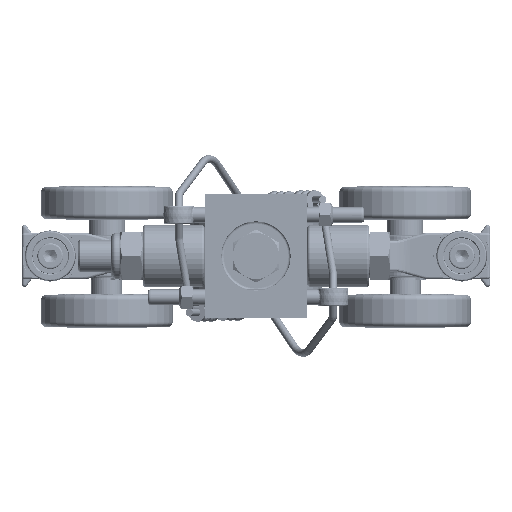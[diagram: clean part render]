
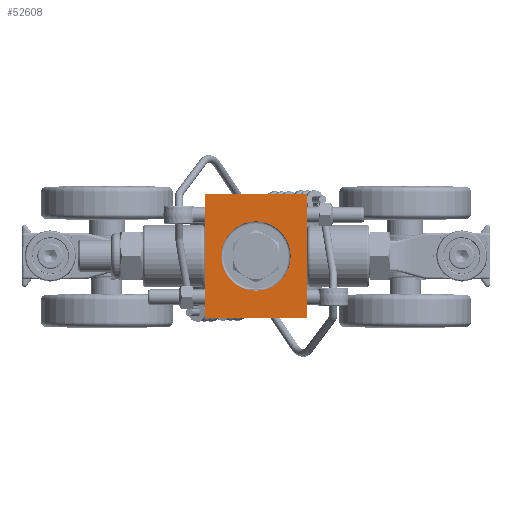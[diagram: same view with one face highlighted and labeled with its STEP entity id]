
A CAD part, front view. The second image highlights one B-rep face of the part: STEP entity #52608.
In plain terms, the highlighted face is planar.
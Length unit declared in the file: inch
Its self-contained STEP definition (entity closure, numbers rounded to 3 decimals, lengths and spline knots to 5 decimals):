
#52247=CARTESIAN_POINT('',(1.51557,-1.12844,0.875));
#52248=VERTEX_POINT('',#52247);
#52249=CARTESIAN_POINT('',(0.67182,-1.12844,0.875));
#52250=DIRECTION('',(0.0,0.0,-1.0));
#52251=DIRECTION('',(1.0,0.0,0.0));
#52252=AXIS2_PLACEMENT_3D('',#52249,#52250,#52251);
#52253=CIRCLE('',#52252,0.84375);
#52254=EDGE_CURVE('',#52248,#52248,#52253,.T.);
#52463=CARTESIAN_POINT('',(1.92182,0.37156,0.875));
#52464=VERTEX_POINT('',#52463);
#52465=CARTESIAN_POINT('',(1.92182,-2.62844,0.875));
#52466=VERTEX_POINT('',#52465);
#52467=CARTESIAN_POINT('',(1.92182,0.37156,0.875));
#52468=DIRECTION('',(0.0,-1.0,0.0));
#52469=VECTOR('',#52468,3.);
#52470=LINE('',#52467,#52469);
#52471=EDGE_CURVE('',#52464,#52466,#52470,.T.);
#52509=CARTESIAN_POINT('',(-0.57818,-2.62844,0.875));
#52510=VERTEX_POINT('',#52509);
#52511=CARTESIAN_POINT('',(1.92182,-2.62844,0.875));
#52512=DIRECTION('',(-1.0,0.0,0.0));
#52513=VECTOR('',#52512,2.5);
#52514=LINE('',#52511,#52513);
#52515=EDGE_CURVE('',#52466,#52510,#52514,.T.);
#52540=CARTESIAN_POINT('',(-0.57818,0.37156,0.875));
#52541=VERTEX_POINT('',#52540);
#52542=CARTESIAN_POINT('',(-0.57818,-2.62844,0.875));
#52543=DIRECTION('',(0.0,1.0,0.0));
#52544=VECTOR('',#52543,3.);
#52545=LINE('',#52542,#52544);
#52546=EDGE_CURVE('',#52510,#52541,#52545,.T.);
#52577=CARTESIAN_POINT('',(-0.57818,0.37156,0.875));
#52578=DIRECTION('',(1.0,0.0,0.0));
#52579=VECTOR('',#52578,2.5);
#52580=LINE('',#52577,#52579);
#52581=EDGE_CURVE('',#52541,#52464,#52580,.T.);
#52594=CARTESIAN_POINT('',(0.67182,-1.12844,0.875));
#52595=DIRECTION('',(0.0,0.0,1.0));
#52596=DIRECTION('',(1.0,0.0,0.0));
#52597=AXIS2_PLACEMENT_3D('',#52594,#52595,#52596);
#52598=PLANE('',#52597);
#52599=ORIENTED_EDGE('',*,*,#52471,.F.);
#52600=ORIENTED_EDGE('',*,*,#52581,.F.);
#52601=ORIENTED_EDGE('',*,*,#52546,.F.);
#52602=ORIENTED_EDGE('',*,*,#52515,.F.);
#52603=EDGE_LOOP('',(#52599,#52600,#52601,#52602));
#52604=FACE_OUTER_BOUND('',#52603,.T.);
#52605=ORIENTED_EDGE('',*,*,#52254,.T.);
#52606=EDGE_LOOP('',(#52605));
#52607=FACE_BOUND('',#52606,.T.);
#52608=ADVANCED_FACE('',(#52604,#52607),#52598,.T.);
